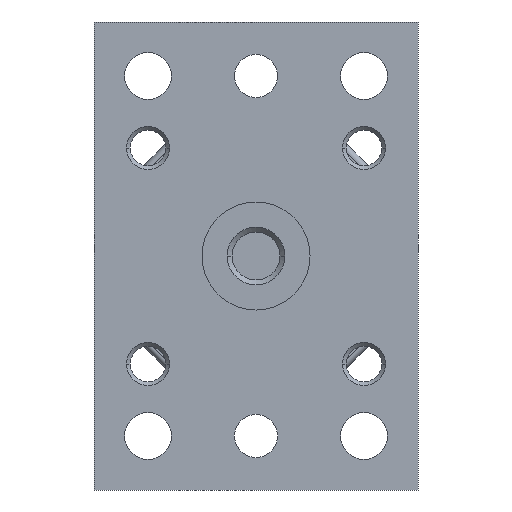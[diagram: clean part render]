
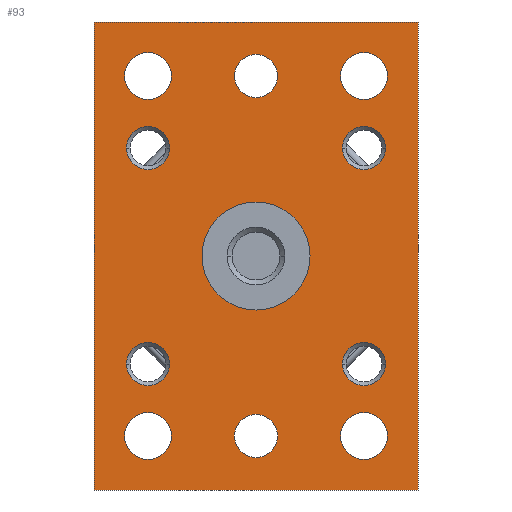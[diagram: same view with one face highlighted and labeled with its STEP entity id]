
A CAD part, left-side view. The second image highlights one B-rep face of the part: STEP entity #93.
In plain terms, the highlighted planar face has unit normal (-1, 0, 0).
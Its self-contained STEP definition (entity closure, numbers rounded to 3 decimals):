
#93=ADVANCED_FACE('',(#217,#218,#219,#220,#221,#222,#223,#224,#225,#226,#227,#228),#229,.F.);
#217=FACE_BOUND('',#372,.T.);
#218=FACE_BOUND('',#373,.T.);
#219=FACE_BOUND('',#374,.T.);
#220=FACE_BOUND('',#375,.T.);
#221=FACE_BOUND('',#376,.T.);
#222=FACE_BOUND('',#377,.T.);
#223=FACE_BOUND('',#378,.T.);
#224=FACE_BOUND('',#379,.T.);
#225=FACE_BOUND('',#380,.T.);
#226=FACE_BOUND('',#381,.T.);
#227=FACE_BOUND('',#382,.T.);
#228=FACE_OUTER_BOUND('',#383,.T.);
#229=PLANE('',#384);
#372=EDGE_LOOP('',(#775,#776));
#373=EDGE_LOOP('',(#777,#778));
#374=EDGE_LOOP('',(#779,#780));
#375=EDGE_LOOP('',(#781,#782));
#376=EDGE_LOOP('',(#783,#784));
#377=EDGE_LOOP('',(#785,#786));
#378=EDGE_LOOP('',(#787,#788));
#379=EDGE_LOOP('',(#789,#790));
#380=EDGE_LOOP('',(#791,#792));
#381=EDGE_LOOP('',(#793,#794));
#382=EDGE_LOOP('',(#795,#796));
#383=EDGE_LOOP('',(#797,#798,#799,#800));
#384=AXIS2_PLACEMENT_3D('',#801,#802,#803);
#775=ORIENTED_EDGE('',*,*,#1024,.T.);
#776=ORIENTED_EDGE('',*,*,#1044,.T.);
#777=ORIENTED_EDGE('',*,*,#1013,.T.);
#778=ORIENTED_EDGE('',*,*,#1046,.T.);
#779=ORIENTED_EDGE('',*,*,#1002,.T.);
#780=ORIENTED_EDGE('',*,*,#1048,.T.);
#781=ORIENTED_EDGE('',*,*,#991,.T.);
#782=ORIENTED_EDGE('',*,*,#1050,.T.);
#783=ORIENTED_EDGE('',*,*,#1052,.T.);
#784=ORIENTED_EDGE('',*,*,#984,.T.);
#785=ORIENTED_EDGE('',*,*,#1053,.T.);
#786=ORIENTED_EDGE('',*,*,#980,.T.);
#787=ORIENTED_EDGE('',*,*,#1054,.T.);
#788=ORIENTED_EDGE('',*,*,#976,.T.);
#789=ORIENTED_EDGE('',*,*,#1055,.T.);
#790=ORIENTED_EDGE('',*,*,#972,.T.);
#791=ORIENTED_EDGE('',*,*,#1056,.T.);
#792=ORIENTED_EDGE('',*,*,#968,.T.);
#793=ORIENTED_EDGE('',*,*,#1057,.T.);
#794=ORIENTED_EDGE('',*,*,#964,.T.);
#795=ORIENTED_EDGE('',*,*,#1058,.T.);
#796=ORIENTED_EDGE('',*,*,#960,.T.);
#797=ORIENTED_EDGE('',*,*,#1060,.T.);
#798=ORIENTED_EDGE('',*,*,#1061,.T.);
#799=ORIENTED_EDGE('',*,*,#1062,.T.);
#800=ORIENTED_EDGE('',*,*,#1063,.T.);
#801=CARTESIAN_POINT('',(-5.0,0.0,0.0));
#802=DIRECTION('',(1.0,0.0,0.));
#803=DIRECTION('',(0.,0.0,-1.0));
#960=EDGE_CURVE('',#1138,#1142,#1144,.T.);
#964=EDGE_CURVE('',#1146,#1150,#1152,.T.);
#968=EDGE_CURVE('',#1154,#1158,#1160,.T.);
#972=EDGE_CURVE('',#1162,#1166,#1168,.T.);
#976=EDGE_CURVE('',#1170,#1174,#1176,.T.);
#980=EDGE_CURVE('',#1178,#1182,#1184,.T.);
#984=EDGE_CURVE('',#1186,#1190,#1192,.T.);
#991=EDGE_CURVE('',#1201,#1203,#1205,.T.);
#1002=EDGE_CURVE('',#1220,#1222,#1224,.T.);
#1013=EDGE_CURVE('',#1239,#1241,#1243,.T.);
#1024=EDGE_CURVE('',#1258,#1260,#1262,.T.);
#1044=EDGE_CURVE('',#1260,#1258,#1288,.T.);
#1046=EDGE_CURVE('',#1241,#1239,#1290,.T.);
#1048=EDGE_CURVE('',#1222,#1220,#1292,.T.);
#1050=EDGE_CURVE('',#1203,#1201,#1294,.T.);
#1052=EDGE_CURVE('',#1190,#1186,#1296,.T.);
#1053=EDGE_CURVE('',#1182,#1178,#1297,.T.);
#1054=EDGE_CURVE('',#1174,#1170,#1298,.T.);
#1055=EDGE_CURVE('',#1166,#1162,#1299,.T.);
#1056=EDGE_CURVE('',#1158,#1154,#1300,.T.);
#1057=EDGE_CURVE('',#1150,#1146,#1301,.T.);
#1058=EDGE_CURVE('',#1142,#1138,#1302,.T.);
#1060=EDGE_CURVE('',#1304,#1305,#1306,.T.);
#1061=EDGE_CURVE('',#1305,#1307,#1308,.T.);
#1062=EDGE_CURVE('',#1307,#1309,#1310,.T.);
#1063=EDGE_CURVE('',#1309,#1304,#1311,.T.);
#1138=VERTEX_POINT('',#1400);
#1142=VERTEX_POINT('',#1405);
#1144=CIRCLE('',#1408,7.5);
#1146=VERTEX_POINT('',#1410);
#1150=VERTEX_POINT('',#1415);
#1152=CIRCLE('',#1418,3.25);
#1154=VERTEX_POINT('',#1420);
#1158=VERTEX_POINT('',#1425);
#1160=CIRCLE('',#1428,3.25);
#1162=VERTEX_POINT('',#1430);
#1166=VERTEX_POINT('',#1435);
#1168=CIRCLE('',#1438,3.25);
#1170=VERTEX_POINT('',#1440);
#1174=VERTEX_POINT('',#1445);
#1176=CIRCLE('',#1448,3.25);
#1178=VERTEX_POINT('',#1450);
#1182=VERTEX_POINT('',#1455);
#1184=CIRCLE('',#1458,3.0);
#1186=VERTEX_POINT('',#1460);
#1190=VERTEX_POINT('',#1465);
#1192=CIRCLE('',#1468,3.0);
#1201=VERTEX_POINT('',#1479);
#1203=VERTEX_POINT('',#1482);
#1205=CIRCLE('',#1485,3.0);
#1220=VERTEX_POINT('',#1504);
#1222=VERTEX_POINT('',#1507);
#1224=CIRCLE('',#1510,3.0);
#1239=VERTEX_POINT('',#1529);
#1241=VERTEX_POINT('',#1532);
#1243=CIRCLE('',#1535,3.0);
#1258=VERTEX_POINT('',#1554);
#1260=VERTEX_POINT('',#1557);
#1262=CIRCLE('',#1560,3.0);
#1288=CIRCLE('',#1592,3.0);
#1290=CIRCLE('',#1594,3.0);
#1292=CIRCLE('',#1596,3.0);
#1294=CIRCLE('',#1598,3.0);
#1296=CIRCLE('',#1600,3.0);
#1297=CIRCLE('',#1601,3.0);
#1298=CIRCLE('',#1602,3.25);
#1299=CIRCLE('',#1603,3.25);
#1300=CIRCLE('',#1604,3.25);
#1301=CIRCLE('',#1605,3.25);
#1302=CIRCLE('',#1606,7.5);
#1304=VERTEX_POINT('',#1608);
#1305=VERTEX_POINT('',#1609);
#1306=LINE('',#1610,#1611);
#1307=VERTEX_POINT('',#1612);
#1308=LINE('',#1613,#1614);
#1309=VERTEX_POINT('',#1615);
#1310=LINE('',#1616,#1617);
#1311=LINE('',#1618,#1619);
#1400=CARTESIAN_POINT('',(-5.0,0.,-7.5));
#1405=CARTESIAN_POINT('',(-5.0,0.,7.5));
#1408=AXIS2_PLACEMENT_3D('',#1718,#1719,#1720);
#1410=CARTESIAN_POINT('',(-5.0,-15.0,21.75));
#1415=CARTESIAN_POINT('',(-5.0,-15.0,28.25));
#1418=AXIS2_PLACEMENT_3D('',#1726,#1727,#1728);
#1420=CARTESIAN_POINT('',(-5.0,15.0,21.75));
#1425=CARTESIAN_POINT('',(-5.0,15.0,28.25));
#1428=AXIS2_PLACEMENT_3D('',#1734,#1735,#1736);
#1430=CARTESIAN_POINT('',(-5.0,-15.0,-28.25));
#1435=CARTESIAN_POINT('',(-5.0,-15.0,-21.75));
#1438=AXIS2_PLACEMENT_3D('',#1742,#1743,#1744);
#1440=CARTESIAN_POINT('',(-5.0,15.0,-28.25));
#1445=CARTESIAN_POINT('',(-5.0,15.0,-21.75));
#1448=AXIS2_PLACEMENT_3D('',#1750,#1751,#1752);
#1450=CARTESIAN_POINT('',(-5.0,0.,22.0));
#1455=CARTESIAN_POINT('',(-5.0,0.,28.0));
#1458=AXIS2_PLACEMENT_3D('',#1758,#1759,#1760);
#1460=CARTESIAN_POINT('',(-5.0,0.,-28.0));
#1465=CARTESIAN_POINT('',(-5.0,0.,-22.0));
#1468=AXIS2_PLACEMENT_3D('',#1766,#1767,#1768);
#1479=CARTESIAN_POINT('',(-5.0,-12.0,15.0));
#1482=CARTESIAN_POINT('',(-5.0,-18.0,15.0));
#1485=AXIS2_PLACEMENT_3D('',#1779,#1780,#1781);
#1504=CARTESIAN_POINT('',(-5.0,18.0,15.0));
#1507=CARTESIAN_POINT('',(-5.0,12.0,15.0));
#1510=AXIS2_PLACEMENT_3D('',#1800,#1801,#1802);
#1529=CARTESIAN_POINT('',(-5.0,-12.0,-15.0));
#1532=CARTESIAN_POINT('',(-5.0,-18.0,-15.0));
#1535=AXIS2_PLACEMENT_3D('',#1821,#1822,#1823);
#1554=CARTESIAN_POINT('',(-5.0,18.0,-15.0));
#1557=CARTESIAN_POINT('',(-5.0,12.0,-15.0));
#1560=AXIS2_PLACEMENT_3D('',#1842,#1843,#1844);
#1592=AXIS2_PLACEMENT_3D('',#1890,#1891,#1892);
#1594=AXIS2_PLACEMENT_3D('',#1896,#1897,#1898);
#1596=AXIS2_PLACEMENT_3D('',#1902,#1903,#1904);
#1598=AXIS2_PLACEMENT_3D('',#1908,#1909,#1910);
#1600=AXIS2_PLACEMENT_3D('',#1914,#1915,#1916);
#1601=AXIS2_PLACEMENT_3D('',#1917,#1918,#1919);
#1602=AXIS2_PLACEMENT_3D('',#1920,#1921,#1922);
#1603=AXIS2_PLACEMENT_3D('',#1923,#1924,#1925);
#1604=AXIS2_PLACEMENT_3D('',#1926,#1927,#1928);
#1605=AXIS2_PLACEMENT_3D('',#1929,#1930,#1931);
#1606=AXIS2_PLACEMENT_3D('',#1932,#1933,#1934);
#1608=CARTESIAN_POINT('',(-5.0,22.5,-32.5));
#1609=CARTESIAN_POINT('',(-5.0,-22.5,-32.5));
#1610=CARTESIAN_POINT('',(-5.0,0.0,-32.5));
#1611=VECTOR('',#1938,1.0);
#1612=CARTESIAN_POINT('',(-5.0,-22.5,32.5));
#1613=CARTESIAN_POINT('',(-5.0,-22.5,0.0));
#1614=VECTOR('',#1939,1.0);
#1615=CARTESIAN_POINT('',(-5.0,22.5,32.5));
#1616=CARTESIAN_POINT('',(-5.0,0.0,32.5));
#1617=VECTOR('',#1940,1.0);
#1618=CARTESIAN_POINT('',(-5.0,22.5,0.0));
#1619=VECTOR('',#1941,1.0);
#1718=CARTESIAN_POINT('',(-5.0,0.0,0.0));
#1719=DIRECTION('',(1.0,0.0,0.));
#1720=DIRECTION('',(0.,0.0,-1.0));
#1726=CARTESIAN_POINT('',(-5.0,-15.0,25.0));
#1727=DIRECTION('',(1.0,0.0,0.));
#1728=DIRECTION('',(0.,0.0,-1.0));
#1734=CARTESIAN_POINT('',(-5.0,15.0,25.0));
#1735=DIRECTION('',(1.0,0.0,0.));
#1736=DIRECTION('',(0.,0.0,-1.0));
#1742=CARTESIAN_POINT('',(-5.0,-15.0,-25.0));
#1743=DIRECTION('',(1.0,0.0,0.));
#1744=DIRECTION('',(0.,0.0,-1.0));
#1750=CARTESIAN_POINT('',(-5.0,15.0,-25.0));
#1751=DIRECTION('',(1.0,0.0,0.));
#1752=DIRECTION('',(0.,0.0,-1.0));
#1758=CARTESIAN_POINT('',(-5.0,0.0,25.0));
#1759=DIRECTION('',(1.0,0.0,0.));
#1760=DIRECTION('',(0.,0.0,-1.0));
#1766=CARTESIAN_POINT('',(-5.0,0.0,-25.0));
#1767=DIRECTION('',(1.0,0.0,0.));
#1768=DIRECTION('',(0.,0.0,-1.0));
#1779=CARTESIAN_POINT('',(-5.0,-15.0,15.0));
#1780=DIRECTION('',(1.0,-0.0,0.));
#1781=DIRECTION('',(0.0,1.0,0.0));
#1800=CARTESIAN_POINT('',(-5.0,15.0,15.0));
#1801=DIRECTION('',(1.0,-0.0,0.));
#1802=DIRECTION('',(0.0,1.0,0.0));
#1821=CARTESIAN_POINT('',(-5.0,-15.0,-15.0));
#1822=DIRECTION('',(1.0,-0.0,0.));
#1823=DIRECTION('',(0.0,1.0,0.0));
#1842=CARTESIAN_POINT('',(-5.0,15.0,-15.0));
#1843=DIRECTION('',(1.0,-0.0,0.));
#1844=DIRECTION('',(0.0,1.0,0.0));
#1890=CARTESIAN_POINT('',(-5.0,15.0,-15.0));
#1891=DIRECTION('',(1.0,-0.0,0.));
#1892=DIRECTION('',(0.0,1.0,0.0));
#1896=CARTESIAN_POINT('',(-5.0,-15.0,-15.0));
#1897=DIRECTION('',(1.0,-0.0,0.));
#1898=DIRECTION('',(0.0,1.0,0.0));
#1902=CARTESIAN_POINT('',(-5.0,15.0,15.0));
#1903=DIRECTION('',(1.0,-0.0,0.));
#1904=DIRECTION('',(0.0,1.0,0.0));
#1908=CARTESIAN_POINT('',(-5.0,-15.0,15.0));
#1909=DIRECTION('',(1.0,-0.0,0.));
#1910=DIRECTION('',(0.0,1.0,0.0));
#1914=CARTESIAN_POINT('',(-5.0,0.0,-25.0));
#1915=DIRECTION('',(1.0,0.0,0.));
#1916=DIRECTION('',(0.,0.0,-1.0));
#1917=CARTESIAN_POINT('',(-5.0,0.0,25.0));
#1918=DIRECTION('',(1.0,0.0,0.));
#1919=DIRECTION('',(0.,0.0,-1.0));
#1920=CARTESIAN_POINT('',(-5.0,15.0,-25.0));
#1921=DIRECTION('',(1.0,0.0,0.));
#1922=DIRECTION('',(0.,0.0,-1.0));
#1923=CARTESIAN_POINT('',(-5.0,-15.0,-25.0));
#1924=DIRECTION('',(1.0,0.0,0.));
#1925=DIRECTION('',(0.,0.0,-1.0));
#1926=CARTESIAN_POINT('',(-5.0,15.0,25.0));
#1927=DIRECTION('',(1.0,0.0,0.));
#1928=DIRECTION('',(0.,0.0,-1.0));
#1929=CARTESIAN_POINT('',(-5.0,-15.0,25.0));
#1930=DIRECTION('',(1.0,0.0,0.));
#1931=DIRECTION('',(0.,0.0,-1.0));
#1932=CARTESIAN_POINT('',(-5.0,0.0,0.0));
#1933=DIRECTION('',(1.0,0.0,0.));
#1934=DIRECTION('',(0.,0.0,-1.0));
#1938=DIRECTION('',(0.0,-1.0,0.0));
#1939=DIRECTION('',(0.,0.0,1.0));
#1940=DIRECTION('',(0.0,1.0,0.0));
#1941=DIRECTION('',(0.,0.0,-1.0));
